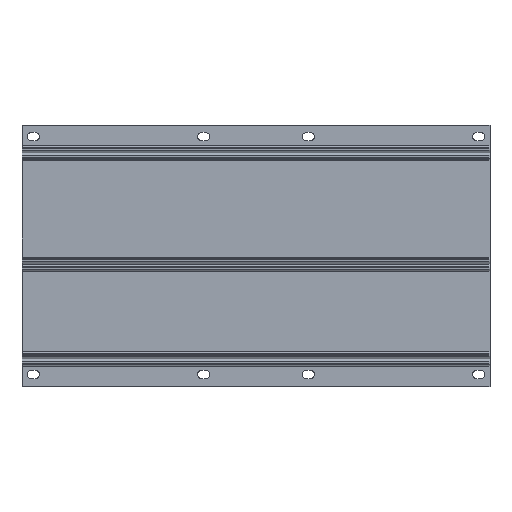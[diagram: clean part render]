
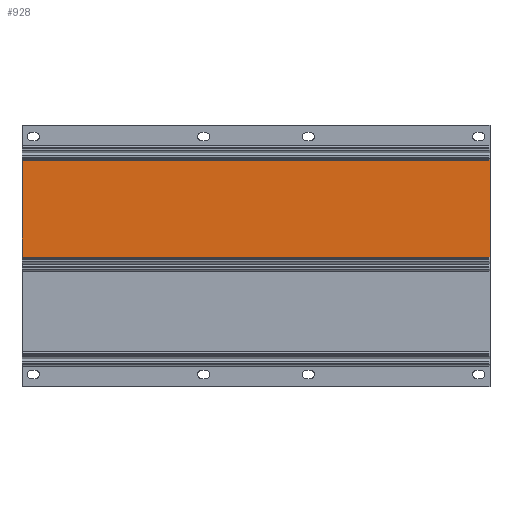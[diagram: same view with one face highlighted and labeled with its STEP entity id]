
A CAD part, top view. The second image highlights one B-rep face of the part: STEP entity #928.
In plain terms, the highlighted planar face has unit normal (0, 0, 1).
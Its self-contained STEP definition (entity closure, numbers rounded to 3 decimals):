
#815=FACE_OUTER_BOUND('',#1144,.T.);
#928=ADVANCED_FACE('',(#815),#1025,.T.);
#1025=PLANE('',#3226);
#1144=EDGE_LOOP('',(#1917,#1918,#1919,#1920));
#1343=LINE('',#4375,#1578);
#1344=LINE('',#4377,#1579);
#1345=LINE('',#4379,#1580);
#1346=LINE('',#4381,#1581);
#1578=VECTOR('',#3674,1.);
#1579=VECTOR('',#3677,1.);
#1580=VECTOR('',#3678,1.);
#1581=VECTOR('',#3679,1.);
#1917=ORIENTED_EDGE('',*,*,#2750,.F.);
#1918=ORIENTED_EDGE('',*,*,#2749,.F.);
#1919=ORIENTED_EDGE('',*,*,#2751,.T.);
#1920=ORIENTED_EDGE('',*,*,#2752,.T.);
#2491=VERTEX_POINT('',#4372);
#2492=VERTEX_POINT('',#4374);
#2493=VERTEX_POINT('',#4378);
#2494=VERTEX_POINT('',#4380);
#2749=EDGE_CURVE('',#2492,#2491,#1343,.T.);
#2750=EDGE_CURVE('',#2491,#2493,#1344,.T.);
#2751=EDGE_CURVE('',#2492,#2494,#1345,.T.);
#2752=EDGE_CURVE('',#2494,#2493,#1346,.T.);
#3226=AXIS2_PLACEMENT_3D('',#4382,#3680,#3681);
#3674=DIRECTION('',(-1.,0.,0.));
#3677=DIRECTION('',(0.,1.,0.));
#3678=DIRECTION('',(0.,1.,0.));
#3679=DIRECTION('',(-1.,0.,0.));
#3680=DIRECTION('',(0.,0.,1.));
#3681=DIRECTION('',(1.,0.,0.));
#4372=CARTESIAN_POINT('',(0.,138.5,4.45));
#4374=CARTESIAN_POINT('',(500.,138.5,4.45));
#4375=CARTESIAN_POINT('',(500.,138.5,4.45));
#4377=CARTESIAN_POINT('',(0.,234.9,4.45));
#4378=CARTESIAN_POINT('',(0.,242.,4.45));
#4379=CARTESIAN_POINT('',(500.,138.5,4.45));
#4380=CARTESIAN_POINT('',(500.,242.,4.45));
#4381=CARTESIAN_POINT('',(500.,242.,4.45));
#4382=CARTESIAN_POINT('',(500.,234.9,4.45));
